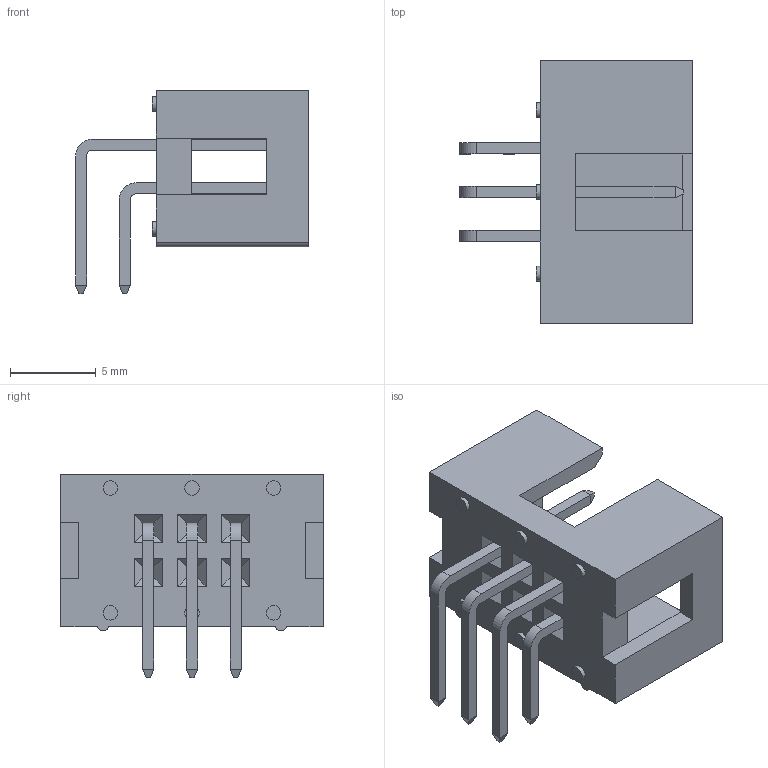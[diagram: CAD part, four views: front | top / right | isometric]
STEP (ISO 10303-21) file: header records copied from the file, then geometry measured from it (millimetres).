
FILE_DESCRIPTION(/* description */ ('Unknown'),/* implementation_level */ '2;1');
FILE_NAME(/* name */ 'J_Wurth_WR-BHD_61200621721',/* time_stamp */ '2025-05-12T13:30:12+08:00',/* author */ ('Unknown'),/* organization */ ('Unknown'),/* preprocessor_version */ 'ST-DEVELOPER v19.4',/* originating_system */ 'Solid Edge',/* authorisation */ 'Unknown');
FILE_SCHEMA (('AUTOMOTIVE_DESIGN {1 0 10303 214 3 1 1}'));
Length unit declared in the file: millimetre
Products named in the file (2): J_Wurth_WR-BHD_61200621721
Assembly tree (1 placements, depth 2):
  J_Wurth_WR-BHD_61200621721
    J_Wurth_WR-BHD_61200621721
Bounding box: 13.55 x 15.28 x 11.82 mm (x, y, z)
Volume: 548.1 mm3; surface area: 1146.2 mm2
Topology: 1 solids, 1 shells, 199 faces, 475 edges, 292 vertices
Faces by surface type: plane 179, cylinder 20
Full cylindrical faces by diameter (mm): 0.85 x6
Entity records: 6937 total; most frequent: CARTESIAN_POINT 950, ORIENTED_EDGE 926, DIRECTION 905, EDGE_CURVE 463, LINE 423, VECTOR 423, VERTEX_POINT 286, AXIS2_PLACEMENT_3D 241
